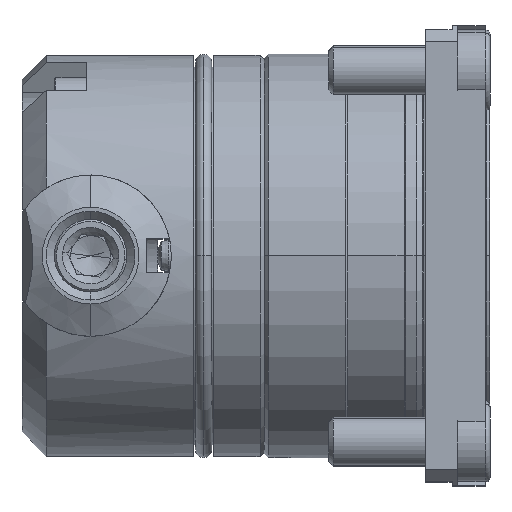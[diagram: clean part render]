
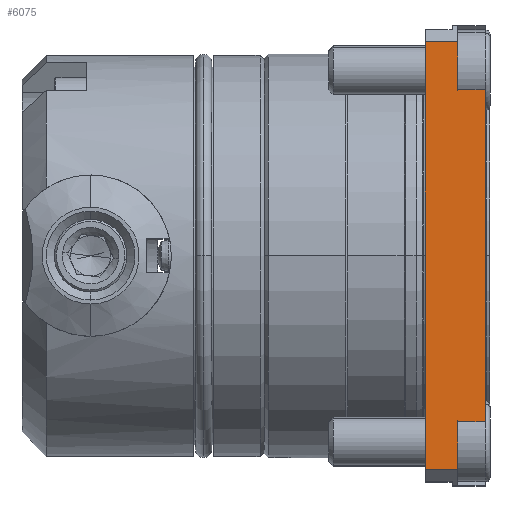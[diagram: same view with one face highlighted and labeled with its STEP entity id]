
A CAD part, top view. The second image highlights one B-rep face of the part: STEP entity #6075.
In plain terms, the highlighted planar face has unit normal (0, 0, 1).
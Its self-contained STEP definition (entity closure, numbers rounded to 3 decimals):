
#4 = VECTOR ( 'NONE', #2911, 1000. ) ;
#52 = EDGE_CURVE ( 'NONE', #9860, #3593, #407, .T. ) ;
#79 = VERTEX_POINT ( 'NONE', #13852 ) ;
#407 = LINE ( 'NONE', #1996, #4 ) ;
#1803 = EDGE_CURVE ( 'NONE', #79, #8300, #12309, .T. ) ;
#1902 = PLANE ( 'NONE',  #10786 ) ;
#1996 = CARTESIAN_POINT ( 'NONE',  ( 0., -20.58, 28.5 ) ) ;
#2037 = CARTESIAN_POINT ( 'NONE',  ( -8., -26.5, 28.5 ) ) ;
#2129 = VERTEX_POINT ( 'NONE', #11949 ) ;
#2158 = DIRECTION ( 'NONE',  ( 0., -1., 0. ) ) ;
#2566 = EDGE_CURVE ( 'NONE', #2129, #13371, #6356, .T. ) ;
#2742 = ORIENTED_EDGE ( 'NONE', *, *, #52, .F. ) ;
#2911 = DIRECTION ( 'NONE',  ( -1., 0., 0. ) ) ;
#3053 = VECTOR ( 'NONE', #7119, 1000. ) ;
#3122 = VECTOR ( 'NONE', #2158, 1000. ) ;
#3147 = DIRECTION ( 'NONE',  ( 0., 1., 0. ) ) ;
#3361 = VECTOR ( 'NONE', #6310, 1000. ) ;
#3469 = ORIENTED_EDGE ( 'NONE', *, *, #7268, .T. ) ;
#3593 = VERTEX_POINT ( 'NONE', #4707 ) ;
#4067 = ORIENTED_EDGE ( 'NONE', *, *, #9882, .T. ) ;
#4118 = DIRECTION ( 'NONE',  ( 0., -1., 0. ) ) ;
#4220 = CARTESIAN_POINT ( 'NONE',  ( -4., -26.5, 28.5 ) ) ;
#4707 = CARTESIAN_POINT ( 'NONE',  ( -4., -20.58, 28.5 ) ) ;
#4758 = ORIENTED_EDGE ( 'NONE', *, *, #1803, .T. ) ;
#4990 = VECTOR ( 'NONE', #3147, 1000. ) ;
#5274 = VERTEX_POINT ( 'NONE', #2037 ) ;
#6075 = ADVANCED_FACE ( 'NONE', ( #14360 ), #1902, .T. ) ;
#6171 = LINE ( 'NONE', #7074, #3053 ) ;
#6310 = DIRECTION ( 'NONE',  ( 0., -1., 0. ) ) ;
#6356 = LINE ( 'NONE', #14076, #9191 ) ;
#6401 = CARTESIAN_POINT ( 'NONE',  ( -8., 45., 28.5 ) ) ;
#6439 = CARTESIAN_POINT ( 'NONE',  ( -0.6, -20.58, 28.5 ) ) ;
#6653 = ORIENTED_EDGE ( 'NONE', *, *, #14300, .F. ) ;
#7074 = CARTESIAN_POINT ( 'NONE',  ( -29.53, -26.5, 28.5 ) ) ;
#7119 = DIRECTION ( 'NONE',  ( 1., 0., 0. ) ) ;
#7268 = EDGE_CURVE ( 'NONE', #5274, #12228, #6171, .T. ) ;
#7289 = ORIENTED_EDGE ( 'NONE', *, *, #11071, .T. ) ;
#8300 = VERTEX_POINT ( 'NONE', #15387 ) ;
#8527 = CARTESIAN_POINT ( 'NONE',  ( -4., -26.5, 28.5 ) ) ;
#8614 = LINE ( 'NONE', #15428, #4990 ) ;
#8816 = CARTESIAN_POINT ( 'NONE',  ( -29.53, -26.5, 28.5 ) ) ;
#9081 = LINE ( 'NONE', #11472, #3122 ) ;
#9191 = VECTOR ( 'NONE', #14187, 1000. ) ;
#9552 = ORIENTED_EDGE ( 'NONE', *, *, #2566, .F. ) ;
#9860 = VERTEX_POINT ( 'NONE', #6439 ) ;
#9882 = EDGE_CURVE ( 'NONE', #2129, #5274, #12964, .T. ) ;
#10101 = DIRECTION ( 'NONE',  ( 1., 0., 0. ) ) ;
#10157 = EDGE_LOOP ( 'NONE', ( #6653, #2742, #7289, #4758, #12022, #9552, #4067, #3469 ) ) ;
#10194 = EDGE_CURVE ( 'NONE', #13371, #8300, #15589, .T. ) ;
#10786 = AXIS2_PLACEMENT_3D ( 'NONE', #8816, #13725, #10101 ) ;
#11071 = EDGE_CURVE ( 'NONE', #9860, #79, #8614, .T. ) ;
#11472 = CARTESIAN_POINT ( 'NONE',  ( -4., -26.5, 28.5 ) ) ;
#11949 = CARTESIAN_POINT ( 'NONE',  ( -8., 26.5, 28.5 ) ) ;
#12022 = ORIENTED_EDGE ( 'NONE', *, *, #10194, .F. ) ;
#12228 = VERTEX_POINT ( 'NONE', #8527 ) ;
#12309 = LINE ( 'NONE', #13707, #13048 ) ;
#12401 = VECTOR ( 'NONE', #4118, 1000. ) ;
#12964 = LINE ( 'NONE', #6401, #3361 ) ;
#13048 = VECTOR ( 'NONE', #13386, 1000. ) ;
#13371 = VERTEX_POINT ( 'NONE', #13913 ) ;
#13386 = DIRECTION ( 'NONE',  ( -1., 0., 0. ) ) ;
#13707 = CARTESIAN_POINT ( 'NONE',  ( 0., 20.58, 28.5 ) ) ;
#13725 = DIRECTION ( 'NONE',  ( 0., 0., 1. ) ) ;
#13852 = CARTESIAN_POINT ( 'NONE',  ( -0.6, 20.58, 28.5 ) ) ;
#13913 = CARTESIAN_POINT ( 'NONE',  ( -4., 26.5, 28.5 ) ) ;
#14076 = CARTESIAN_POINT ( 'NONE',  ( -29.53, 26.5, 28.5 ) ) ;
#14187 = DIRECTION ( 'NONE',  ( 1., 0., 0. ) ) ;
#14300 = EDGE_CURVE ( 'NONE', #3593, #12228, #9081, .T. ) ;
#14360 = FACE_OUTER_BOUND ( 'NONE', #10157, .T. ) ;
#15387 = CARTESIAN_POINT ( 'NONE',  ( -4., 20.58, 28.5 ) ) ;
#15428 = CARTESIAN_POINT ( 'NONE',  ( -0.6, 25.2, 28.5 ) ) ;
#15589 = LINE ( 'NONE', #4220, #12401 ) ;
